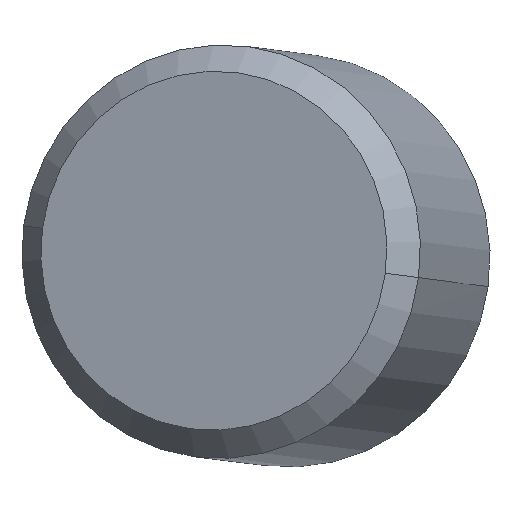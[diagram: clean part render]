
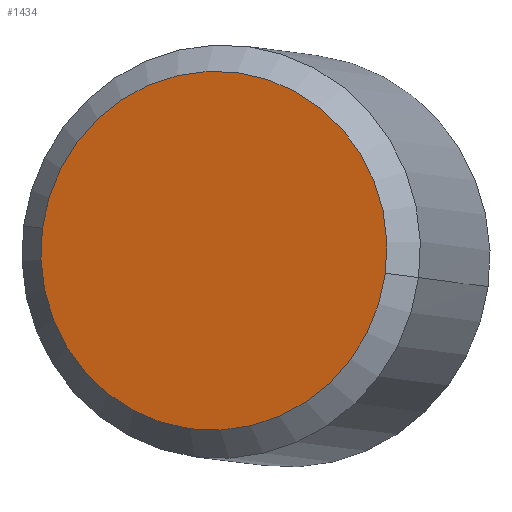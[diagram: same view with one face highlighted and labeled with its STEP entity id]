
A CAD part, front view. The second image highlights one B-rep face of the part: STEP entity #1434.
In plain terms, the highlighted planar face has unit normal (-0.268, -0.963, 0.035).
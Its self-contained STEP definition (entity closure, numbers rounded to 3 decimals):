
#1014 = CONICAL_SURFACE('',#1015,6.54,0.785);
#1015 = AXIS2_PLACEMENT_3D('',#1016,#1017,#1018);
#1016 = CARTESIAN_POINT('',(-2.204,-6.186,
    0.287));
#1017 = DIRECTION('',(0.268,0.963,-0.035)
  );
#1018 = DIRECTION('',(-0.955,0.27,0.125));
#1153 = CONICAL_SURFACE('',#1154,6.54,0.785);
#1154 = AXIS2_PLACEMENT_3D('',#1155,#1156,#1157);
#1155 = CARTESIAN_POINT('',(-2.204,-6.186,
    0.287));
#1156 = DIRECTION('',(0.268,0.963,-0.035)
  );
#1157 = DIRECTION('',(0.955,-0.27,-0.125));
#1193 = EDGE_CURVE('',#1194,#1196,#1198,.T.);
#1194 = VERTEX_POINT('',#1195);
#1195 = CARTESIAN_POINT('',(3.478,-8.269,
    -0.458));
#1196 = VERTEX_POINT('',#1197);
#1197 = CARTESIAN_POINT('',(-8.132,-4.989,
    1.063));
#1198 = SURFACE_CURVE('',#1199,(#1204,#1233),.PCURVE_S1.);
#1199 = CIRCLE('',#1200,6.08);
#1200 = AXIS2_PLACEMENT_3D('',#1201,#1202,#1203);
#1201 = CARTESIAN_POINT('',(-2.327,-6.629,
    0.303));
#1202 = DIRECTION('',(-0.268,-0.963,0.035
    ));
#1203 = DIRECTION('',(0.955,-0.27,-0.125));
#1204 = PCURVE('',#1153,#1205);
#1205 = DEFINITIONAL_REPRESENTATION('',(#1206),#1232);
#1206 = B_SPLINE_CURVE_WITH_KNOTS('',3,(#1207,#1208,#1209,#1210,#1211,
    #1212,#1213,#1214,#1215,#1216,#1217,#1218,#1219,#1220,#1221,#1222,
    #1223,#1224,#1225,#1226,#1227,#1228,#1229,#1230,#1231),
  .UNSPECIFIED.,.F.,.F.,(4,1,1,1,1,1,1,1,1,1,1,1,1,1,1,1,1,1,1,1,1,1,4),
  (0.,0.143,0.286,0.428,
    0.571,0.714,0.857,1.,
    1.142,1.285,1.428,1.571,
    1.714,1.856,1.999,2.142,
    2.285,2.428,2.57,2.713,
    2.856,2.999,3.142),
  .QUASI_UNIFORM_KNOTS.);
#1207 = CARTESIAN_POINT('',(6.283,-0.46));
#1208 = CARTESIAN_POINT('',(6.236,-0.46));
#1209 = CARTESIAN_POINT('',(6.14,-0.46));
#1210 = CARTESIAN_POINT('',(5.998,-0.46));
#1211 = CARTESIAN_POINT('',(5.855,-0.46));
#1212 = CARTESIAN_POINT('',(5.712,-0.46));
#1213 = CARTESIAN_POINT('',(5.569,-0.46));
#1214 = CARTESIAN_POINT('',(5.426,-0.46));
#1215 = CARTESIAN_POINT('',(5.284,-0.46));
#1216 = CARTESIAN_POINT('',(5.141,-0.46));
#1217 = CARTESIAN_POINT('',(4.998,-0.46));
#1218 = CARTESIAN_POINT('',(4.855,-0.46));
#1219 = CARTESIAN_POINT('',(4.712,-0.46));
#1220 = CARTESIAN_POINT('',(4.57,-0.46));
#1221 = CARTESIAN_POINT('',(4.427,-0.46));
#1222 = CARTESIAN_POINT('',(4.284,-0.46));
#1223 = CARTESIAN_POINT('',(4.141,-0.46));
#1224 = CARTESIAN_POINT('',(3.998,-0.46));
#1225 = CARTESIAN_POINT('',(3.856,-0.46));
#1226 = CARTESIAN_POINT('',(3.713,-0.46));
#1227 = CARTESIAN_POINT('',(3.57,-0.46));
#1228 = CARTESIAN_POINT('',(3.427,-0.46));
#1229 = CARTESIAN_POINT('',(3.284,-0.46));
#1230 = CARTESIAN_POINT('',(3.189,-0.46));
#1231 = CARTESIAN_POINT('',(3.142,-0.46));
#1232 = ( GEOMETRIC_REPRESENTATION_CONTEXT(2) 
PARAMETRIC_REPRESENTATION_CONTEXT() REPRESENTATION_CONTEXT('2D SPACE',''
  ) );
#1233 = PCURVE('',#1234,#1239);
#1234 = PLANE('',#1235);
#1235 = AXIS2_PLACEMENT_3D('',#1236,#1237,#1238);
#1236 = CARTESIAN_POINT('',(-2.327,-6.629,
    0.303));
#1237 = DIRECTION('',(0.268,0.963,-0.035)
  );
#1238 = DIRECTION('',(0.13,0.,0.992)
  );
#1239 = DEFINITIONAL_REPRESENTATION('',(#1240),#1248);
#1240 = ( BOUNDED_CURVE() B_SPLINE_CURVE(2,(#1241,#1242,#1243,#1244,
#1245,#1246,#1247),.UNSPECIFIED.,.F.,.F.) B_SPLINE_CURVE_WITH_KNOTS((1,2
    ,2,2,2,1),(-2.094,0.,2.094,4.189,
6.283,8.378),.UNSPECIFIED.) CURVE() 
GEOMETRIC_REPRESENTATION_ITEM() RATIONAL_B_SPLINE_CURVE((1.,0.5,1.,0.5,
1.,0.5,1.)) REPRESENTATION_ITEM('') );
#1241 = CARTESIAN_POINT('',(0.,6.08));
#1242 = CARTESIAN_POINT('',(10.53,6.08));
#1243 = CARTESIAN_POINT('',(5.265,-3.04));
#1244 = CARTESIAN_POINT('',(0.,-12.16));
#1245 = CARTESIAN_POINT('',(-5.265,-3.04));
#1246 = CARTESIAN_POINT('',(-10.531,6.08));
#1247 = CARTESIAN_POINT('',(0.,6.08));
#1248 = ( GEOMETRIC_REPRESENTATION_CONTEXT(2) 
PARAMETRIC_REPRESENTATION_CONTEXT() REPRESENTATION_CONTEXT('2D SPACE',''
  ) );
#1386 = EDGE_CURVE('',#1196,#1194,#1387,.T.);
#1387 = SURFACE_CURVE('',#1388,(#1393,#1422),.PCURVE_S1.);
#1388 = CIRCLE('',#1389,6.08);
#1389 = AXIS2_PLACEMENT_3D('',#1390,#1391,#1392);
#1390 = CARTESIAN_POINT('',(-2.327,-6.629,
    0.303));
#1391 = DIRECTION('',(-0.268,-0.963,0.035
    ));
#1392 = DIRECTION('',(-0.955,0.27,0.125));
#1393 = PCURVE('',#1014,#1394);
#1394 = DEFINITIONAL_REPRESENTATION('',(#1395),#1421);
#1395 = B_SPLINE_CURVE_WITH_KNOTS('',3,(#1396,#1397,#1398,#1399,#1400,
    #1401,#1402,#1403,#1404,#1405,#1406,#1407,#1408,#1409,#1410,#1411,
    #1412,#1413,#1414,#1415,#1416,#1417,#1418,#1419,#1420),
  .UNSPECIFIED.,.F.,.F.,(4,1,1,1,1,1,1,1,1,1,1,1,1,1,1,1,1,1,1,1,1,1,4),
  (0.,0.143,0.286,0.428,0.571,
    0.714,0.857,1.,1.142,
    1.285,1.428,1.571,1.714,
    1.856,1.999,2.142,2.285,
    2.428,2.57,2.713,2.856,
    2.999,3.142),.QUASI_UNIFORM_KNOTS.);
#1396 = CARTESIAN_POINT('',(6.283,-0.46));
#1397 = CARTESIAN_POINT('',(6.236,-0.46));
#1398 = CARTESIAN_POINT('',(6.14,-0.46));
#1399 = CARTESIAN_POINT('',(5.998,-0.46));
#1400 = CARTESIAN_POINT('',(5.855,-0.46));
#1401 = CARTESIAN_POINT('',(5.712,-0.46));
#1402 = CARTESIAN_POINT('',(5.569,-0.46));
#1403 = CARTESIAN_POINT('',(5.426,-0.46));
#1404 = CARTESIAN_POINT('',(5.284,-0.46));
#1405 = CARTESIAN_POINT('',(5.141,-0.46));
#1406 = CARTESIAN_POINT('',(4.998,-0.46));
#1407 = CARTESIAN_POINT('',(4.855,-0.46));
#1408 = CARTESIAN_POINT('',(4.712,-0.46));
#1409 = CARTESIAN_POINT('',(4.57,-0.46));
#1410 = CARTESIAN_POINT('',(4.427,-0.46));
#1411 = CARTESIAN_POINT('',(4.284,-0.46));
#1412 = CARTESIAN_POINT('',(4.141,-0.46));
#1413 = CARTESIAN_POINT('',(3.998,-0.46));
#1414 = CARTESIAN_POINT('',(3.856,-0.46));
#1415 = CARTESIAN_POINT('',(3.713,-0.46));
#1416 = CARTESIAN_POINT('',(3.57,-0.46));
#1417 = CARTESIAN_POINT('',(3.427,-0.46));
#1418 = CARTESIAN_POINT('',(3.284,-0.46));
#1419 = CARTESIAN_POINT('',(3.189,-0.46));
#1420 = CARTESIAN_POINT('',(3.142,-0.46));
#1421 = ( GEOMETRIC_REPRESENTATION_CONTEXT(2) 
PARAMETRIC_REPRESENTATION_CONTEXT() REPRESENTATION_CONTEXT('2D SPACE',''
  ) );
#1422 = PCURVE('',#1234,#1423);
#1423 = DEFINITIONAL_REPRESENTATION('',(#1424),#1432);
#1424 = ( BOUNDED_CURVE() B_SPLINE_CURVE(2,(#1425,#1426,#1427,#1428,
#1429,#1430,#1431),.UNSPECIFIED.,.F.,.F.) B_SPLINE_CURVE_WITH_KNOTS((1,2
    ,2,2,2,1),(-2.094,0.,2.094,4.189,
6.283,8.378),.UNSPECIFIED.) CURVE() 
GEOMETRIC_REPRESENTATION_ITEM() RATIONAL_B_SPLINE_CURVE((1.,0.5,1.,0.5,
1.,0.5,1.)) REPRESENTATION_ITEM('') );
#1425 = CARTESIAN_POINT('',(0.,-6.08));
#1426 = CARTESIAN_POINT('',(-10.531,-6.08));
#1427 = CARTESIAN_POINT('',(-5.265,3.04));
#1428 = CARTESIAN_POINT('',(0.,12.16));
#1429 = CARTESIAN_POINT('',(5.265,3.04));
#1430 = CARTESIAN_POINT('',(10.531,-6.08));
#1431 = CARTESIAN_POINT('',(0.,-6.08));
#1432 = ( GEOMETRIC_REPRESENTATION_CONTEXT(2) 
PARAMETRIC_REPRESENTATION_CONTEXT() REPRESENTATION_CONTEXT('2D SPACE',''
  ) );
#1434 = ADVANCED_FACE('',(#1435),#1234,.F.);
#1435 = FACE_BOUND('',#1436,.F.);
#1436 = EDGE_LOOP('',(#1437,#1438));
#1437 = ORIENTED_EDGE('',*,*,#1386,.F.);
#1438 = ORIENTED_EDGE('',*,*,#1193,.F.);
